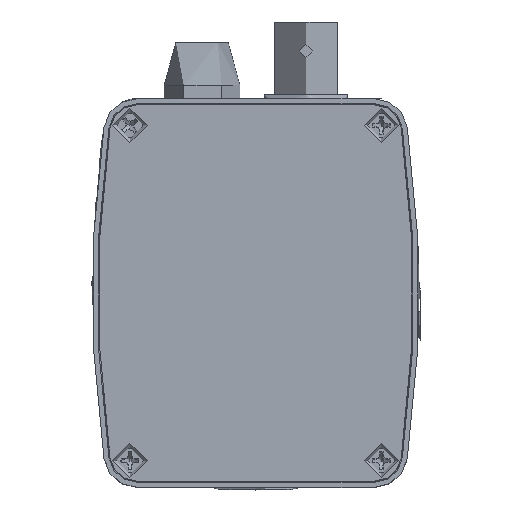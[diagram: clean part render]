
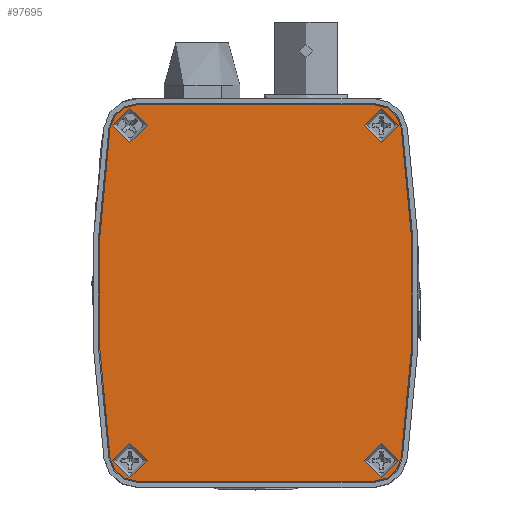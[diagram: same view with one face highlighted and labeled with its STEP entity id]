
A CAD part, top view. The second image highlights one B-rep face of the part: STEP entity #97695.
In plain terms, the highlighted planar face has unit normal (0, 0, 1).
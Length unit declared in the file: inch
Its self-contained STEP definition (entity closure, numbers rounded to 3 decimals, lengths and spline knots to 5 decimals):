
#8202 = CARTESIAN_POINT ( 'NONE',  ( -0.71, 1.1525, 0.009 ) ) ;
#8452 = DIRECTION ( 'NONE',  ( 0., 0., 1. ) ) ;
#8523 = VERTEX_POINT ( 'NONE', #102996 ) ;
#17256 = DIRECTION ( 'NONE',  ( 0., 0., 1. ) ) ;
#17304 = EDGE_LOOP ( 'NONE', ( #260975 ) ) ;
#25753 = CARTESIAN_POINT ( 'NONE',  ( 0.71, 1.1525, 0.009 ) ) ;
#27796 = CIRCLE ( 'NONE', #123295, 0.16 ) ;
#27856 = AXIS2_PLACEMENT_3D ( 'NONE', #199078, #58274, #222616 ) ;
#31766 = DIRECTION ( 'NONE',  ( 1., 0., 0. ) ) ;
#34082 = DIRECTION ( 'NONE',  ( 1., 0., 0. ) ) ;
#35997 = EDGE_CURVE ( 'NONE', #267627, #69713, #27796, .T. ) ;
#37589 = ORIENTED_EDGE ( 'NONE', *, *, #290716, .F. ) ;
#42799 = VERTEX_POINT ( 'NONE', #166729 ) ;
#46898 = CARTESIAN_POINT ( 'NONE',  ( 0.71, 1.1525, 0.009 ) ) ;
#47187 = ORIENTED_EDGE ( 'NONE', *, *, #35997, .T. ) ;
#48081 = VERTEX_POINT ( 'NONE', #291024 ) ;
#49430 = FACE_BOUND ( 'NONE', #17304, .T. ) ;
#49463 = DIRECTION ( 'NONE',  ( -1., 0., 0. ) ) ;
#52683 = EDGE_LOOP ( 'NONE', ( #37589 ) ) ;
#53890 = VERTEX_POINT ( 'NONE', #91893 ) ;
#54462 = CIRCLE ( 'NONE', #205301, 0.10339 ) ;
#58274 = DIRECTION ( 'NONE',  ( 0., 0., 1. ) ) ;
#59881 = AXIS2_PLACEMENT_3D ( 'NONE', #226951, #86352, #250581 ) ;
#60545 = VECTOR ( 'NONE', #223521, 39.37008 ) ;
#61997 = ORIENTED_EDGE ( 'NONE', *, *, #152651, .T. ) ;
#68632 = VERTEX_POINT ( 'NONE', #278484 ) ;
#68968 = CIRCLE ( 'NONE', #168833, 0.16 ) ;
#69651 = EDGE_CURVE ( 'NONE', #48081, #83760, #303950, .T. ) ;
#69713 = VERTEX_POINT ( 'NONE', #102262 ) ;
#70667 = DIRECTION ( 'NONE',  ( -1., 0., 0. ) ) ;
#76345 = CARTESIAN_POINT ( 'NONE',  ( -0.71, -0.9325, 0.009 ) ) ;
#82397 = EDGE_CURVE ( 'NONE', #224759, #224759, #54462, .T. ) ;
#83760 = VERTEX_POINT ( 'NONE', #295491 ) ;
#86352 = DIRECTION ( 'NONE',  ( 0., 0., 1. ) ) ;
#86683 = DIRECTION ( 'NONE',  ( 0., 0., 1. ) ) ;
#88260 = CARTESIAN_POINT ( 'NONE',  ( 0.75, -0.81, 0.009 ) ) ;
#91893 = CARTESIAN_POINT ( 'NONE',  ( -0.64661, 1.19, 0.009 ) ) ;
#93486 = CARTESIAN_POINT ( 'NONE',  ( -6.11852, 0.19, 0.009 ) ) ;
#97695 = ADVANCED_FACE ( 'NONE', ( #236850, #49430, #284419, #104753, #222284 ), #256509, .F. ) ;
#100564 = VERTEX_POINT ( 'NONE', #150114 ) ;
#102262 = CARTESIAN_POINT ( 'NONE',  ( -0.86843, 1.17483, 0.009 ) ) ;
#102497 = CIRCLE ( 'NONE', #59881, 0.10339 ) ;
#102996 = CARTESIAN_POINT ( 'NONE',  ( -0.86843, -0.79483, 0.009 ) ) ;
#103464 = EDGE_CURVE ( 'NONE', #8523, #112729, #295005, .T. ) ;
#103699 = AXIS2_PLACEMENT_3D ( 'NONE', #46898, #211413, #70667 ) ;
#104753 = FACE_BOUND ( 'NONE', #52683, .T. ) ;
#111909 = DIRECTION ( 'NONE',  ( 1., 0., 0. ) ) ;
#112729 = VERTEX_POINT ( 'NONE', #76345 ) ;
#117168 = DIRECTION ( 'NONE',  ( -1., 0., 0. ) ) ;
#123295 = AXIS2_PLACEMENT_3D ( 'NONE', #8202, #172797, #31766 ) ;
#124963 = CARTESIAN_POINT ( 'NONE',  ( 0.71, -0.7725, 0.009 ) ) ;
#128894 = VECTOR ( 'NONE', #34082, 39.37008 ) ;
#130525 = LINE ( 'NONE', #199998, #60545 ) ;
#140957 = ORIENTED_EDGE ( 'NONE', *, *, #228869, .T. ) ;
#143828 = ORIENTED_EDGE ( 'NONE', *, *, #156568, .T. ) ;
#148467 = ORIENTED_EDGE ( 'NONE', *, *, #302413, .F. ) ;
#148533 = DIRECTION ( 'NONE',  ( 1., 0., 0. ) ) ;
#149310 = CARTESIAN_POINT ( 'NONE',  ( 6.11852, 0.19, 0.009 ) ) ;
#150114 = CARTESIAN_POINT ( 'NONE',  ( 0.86843, 1.17483, 0.009 ) ) ;
#152651 = EDGE_CURVE ( 'NONE', #69713, #8523, #177114, .T. ) ;
#155595 = CARTESIAN_POINT ( 'NONE',  ( 0.85339, -0.81, 0.009 ) ) ;
#156568 = EDGE_CURVE ( 'NONE', #83760, #100564, #188699, .T. ) ;
#158185 = CARTESIAN_POINT ( 'NONE',  ( -0.71, -0.7725, 0.009 ) ) ;
#158456 = EDGE_LOOP ( 'NONE', ( #140957, #247992, #47187, #61997, #209339, #234168, #230419, #143828 ) ) ;
#162669 = EDGE_LOOP ( 'NONE', ( #260320 ) ) ;
#165431 = AXIS2_PLACEMENT_3D ( 'NONE', #149310, #8452, #173066 ) ;
#166729 = CARTESIAN_POINT ( 'NONE',  ( 0.85339, 1.19, 0.009 ) ) ;
#167420 = EDGE_LOOP ( 'NONE', ( #148467 ) ) ;
#168833 = AXIS2_PLACEMENT_3D ( 'NONE', #25753, #190351, #49463 ) ;
#172208 = CIRCLE ( 'NONE', #27856, 0.10339 ) ;
#172797 = DIRECTION ( 'NONE',  ( 0., 0., 1. ) ) ;
#173066 = DIRECTION ( 'NONE',  ( 1., 0., 0. ) ) ;
#177114 = CIRCLE ( 'NONE', #165431, 7.05602 ) ;
#181900 = DIRECTION ( 'NONE',  ( -1., 0., 0. ) ) ;
#185050 = AXIS2_PLACEMENT_3D ( 'NONE', #227308, #86683, #250901 ) ;
#186390 = CARTESIAN_POINT ( 'NONE',  ( -0.71, 1.3125, 0.009 ) ) ;
#188699 = CIRCLE ( 'NONE', #292383, 7.05602 ) ;
#190351 = DIRECTION ( 'NONE',  ( 0., 0., 1. ) ) ;
#190570 = AXIS2_PLACEMENT_3D ( 'NONE', #158185, #17256, #181900 ) ;
#191689 = EDGE_CURVE ( 'NONE', #250529, #267627, #130525, .T. ) ;
#193887 = EDGE_CURVE ( 'NONE', #112729, #48081, #260902, .T. ) ;
#199078 = CARTESIAN_POINT ( 'NONE',  ( 0.75, 1.19, 0.009 ) ) ;
#199998 = CARTESIAN_POINT ( 'NONE',  ( -0.71, 1.3125, 0.009 ) ) ;
#205301 = AXIS2_PLACEMENT_3D ( 'NONE', #88260, #252467, #111909 ) ;
#209339 = ORIENTED_EDGE ( 'NONE', *, *, #103464, .T. ) ;
#211413 = DIRECTION ( 'NONE',  ( 0., 0., -1. ) ) ;
#222284 = FACE_OUTER_BOUND ( 'NONE', #158456, .T. ) ;
#222616 = DIRECTION ( 'NONE',  ( 1., 0., 0. ) ) ;
#223521 = DIRECTION ( 'NONE',  ( -1., 0., 0. ) ) ;
#224759 = VERTEX_POINT ( 'NONE', #155595 ) ;
#226951 = CARTESIAN_POINT ( 'NONE',  ( -0.75, 1.19, 0.009 ) ) ;
#227308 = CARTESIAN_POINT ( 'NONE',  ( -0.75, -0.81, 0.009 ) ) ;
#228869 = EDGE_CURVE ( 'NONE', #100564, #250529, #68968, .T. ) ;
#230419 = ORIENTED_EDGE ( 'NONE', *, *, #69651, .T. ) ;
#234151 = CIRCLE ( 'NONE', #185050, 0.10339 ) ;
#234168 = ORIENTED_EDGE ( 'NONE', *, *, #193887, .T. ) ;
#236850 = FACE_BOUND ( 'NONE', #167420, .T. ) ;
#238694 = AXIS2_PLACEMENT_3D ( 'NONE', #124963, #288801, #148533 ) ;
#247992 = ORIENTED_EDGE ( 'NONE', *, *, #191689, .T. ) ;
#250529 = VERTEX_POINT ( 'NONE', #274856 ) ;
#250581 = DIRECTION ( 'NONE',  ( 1., 0., 0. ) ) ;
#250901 = DIRECTION ( 'NONE',  ( 1., 0., 0. ) ) ;
#252467 = DIRECTION ( 'NONE',  ( 0., 0., 1. ) ) ;
#256509 = PLANE ( 'NONE',  #103699 ) ;
#257697 = DIRECTION ( 'NONE',  ( 0., 0., 1. ) ) ;
#260320 = ORIENTED_EDGE ( 'NONE', *, *, #82397, .F. ) ;
#260902 = LINE ( 'NONE', #268124, #128894 ) ;
#260975 = ORIENTED_EDGE ( 'NONE', *, *, #271078, .F. ) ;
#267627 = VERTEX_POINT ( 'NONE', #186390 ) ;
#268124 = CARTESIAN_POINT ( 'NONE',  ( -0.71, -0.9325, 0.009 ) ) ;
#271078 = EDGE_CURVE ( 'NONE', #42799, #42799, #172208, .T. ) ;
#274856 = CARTESIAN_POINT ( 'NONE',  ( 0.71, 1.3125, 0.009 ) ) ;
#278484 = CARTESIAN_POINT ( 'NONE',  ( -0.64661, -0.81, 0.009 ) ) ;
#284419 = FACE_BOUND ( 'NONE', #162669, .T. ) ;
#288801 = DIRECTION ( 'NONE',  ( 0., 0., 1. ) ) ;
#290716 = EDGE_CURVE ( 'NONE', #68632, #68632, #234151, .T. ) ;
#291024 = CARTESIAN_POINT ( 'NONE',  ( 0.71, -0.9325, 0.009 ) ) ;
#292383 = AXIS2_PLACEMENT_3D ( 'NONE', #93486, #257697, #117168 ) ;
#295005 = CIRCLE ( 'NONE', #190570, 0.16 ) ;
#295491 = CARTESIAN_POINT ( 'NONE',  ( 0.86843, -0.79483, 0.009 ) ) ;
#302413 = EDGE_CURVE ( 'NONE', #53890, #53890, #102497, .T. ) ;
#303950 = CIRCLE ( 'NONE', #238694, 0.16 ) ;
